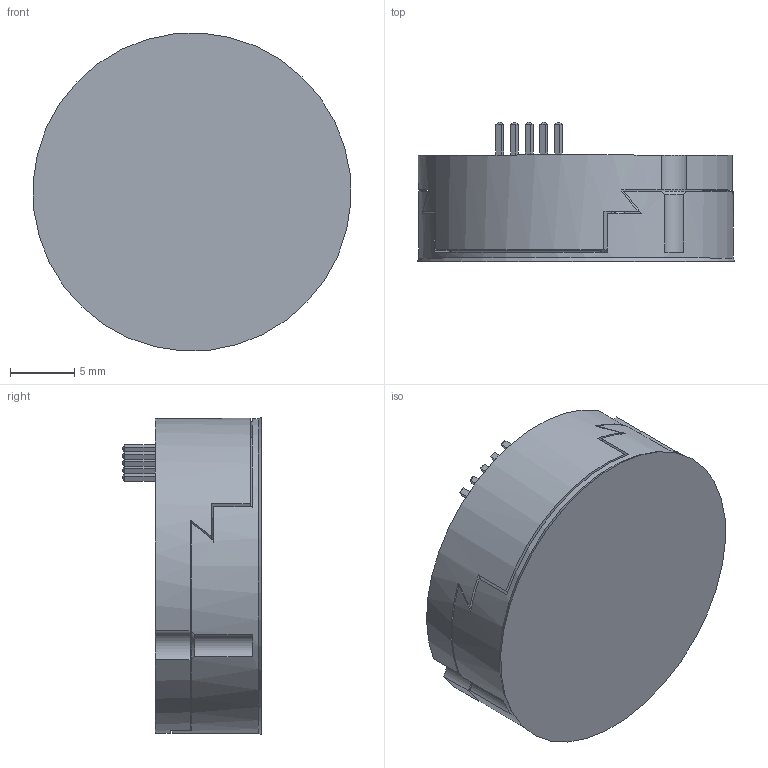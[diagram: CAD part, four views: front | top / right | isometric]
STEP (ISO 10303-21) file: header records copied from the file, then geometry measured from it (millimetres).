
FILE_DESCRIPTION(/* description */ (''),/* implementation_level */ '2;1');
FILE_NAME(/* name */ 'battery_block.stp',/* time_stamp */ '2015-07-22T15:43:30+02:00',/* author */ ('MathieuLe Goc'),/* organization */ (''),/* preprocessor_version */ 'ST-DEVELOPER v15.6',/* originating_system */ 'Autodesk Inventor 2015',/* authorisation */ '');
FILE_SCHEMA (('AUTOMOTIVE_DESIGN { 1 0 10303 214 3 1 1 }'));
Length unit declared in the file: millimetre
Products named in the file (5): battery; bottom2_2; bottom1_2; battery_connector; battery_block
Assembly tree (4 placements, depth 2):
  battery_block
    battery
    bottom2_2
    bottom1_2
    battery_connector
Bounding box: 24.7 x 10.79 x 24.7 mm (x, y, z)
Volume: 3374.4 mm3; surface area: 4129.8 mm2
Topology: 4 solids, 4 shells, 241 faces, 599 edges, 368 vertices
Faces by surface type: plane 176, cylinder 40, sphere 15, torus 4, cone 4, bspline 2
Full cylindrical faces by diameter (mm): 24.5 x1
Entity records: 7191 total; most frequent: CARTESIAN_POINT 1312, DIRECTION 1190, ORIENTED_EDGE 1166, EDGE_CURVE 583, LINE 454, VECTOR 454, AXIS2_PLACEMENT_3D 368, VERTEX_POINT 366
